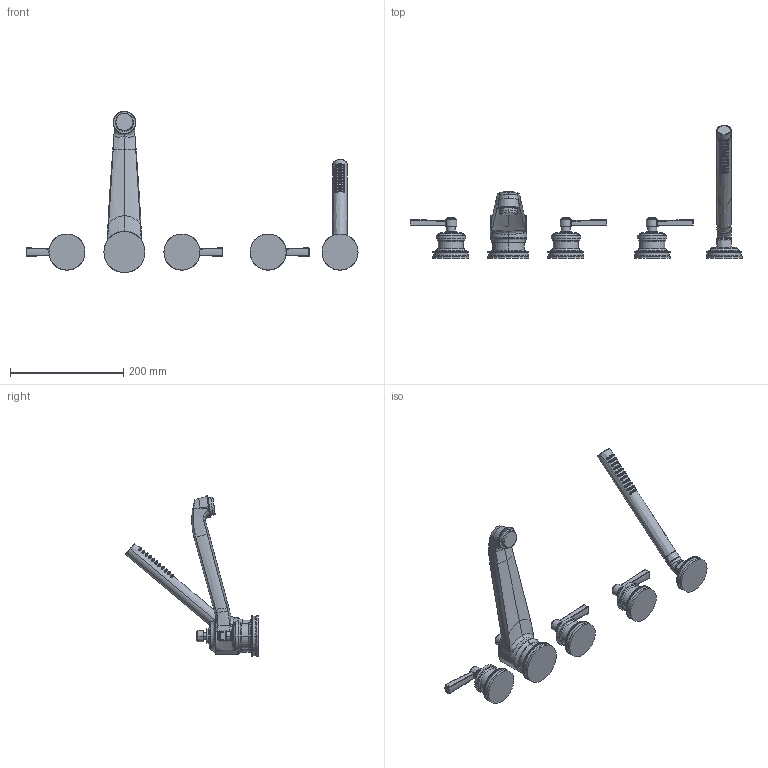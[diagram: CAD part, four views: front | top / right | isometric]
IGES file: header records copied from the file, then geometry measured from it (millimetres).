
Start section:  PTC IGES file: 3-1627.igs
Global section: file name: 3-1627.igs; native system: Creo Parametric by PTC Inc.; preprocessor: 2018400; author: jinson.thomas; organization: Unknown; date: 20210317.144309; units: inch
Bounding box: 586.74 x 234.61 x 284.77 mm (x, y, z)
Volume: 1051155.2 mm3; surface area: 149157.3 mm2
Topology: 6 solids, 6 shells, 4161 faces, 11478 edges, 7473 vertices
Faces by surface type: bspline 2737, revolution 1424
